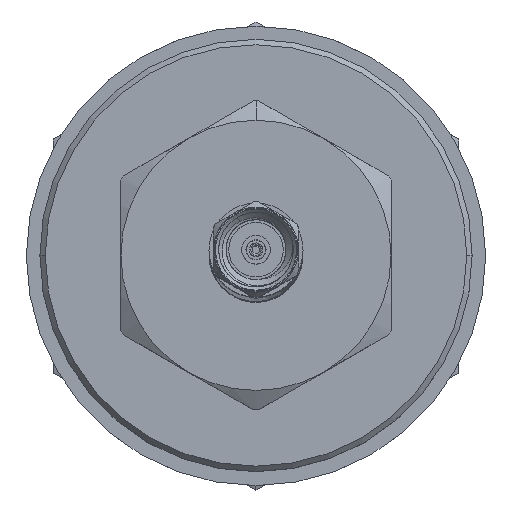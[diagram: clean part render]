
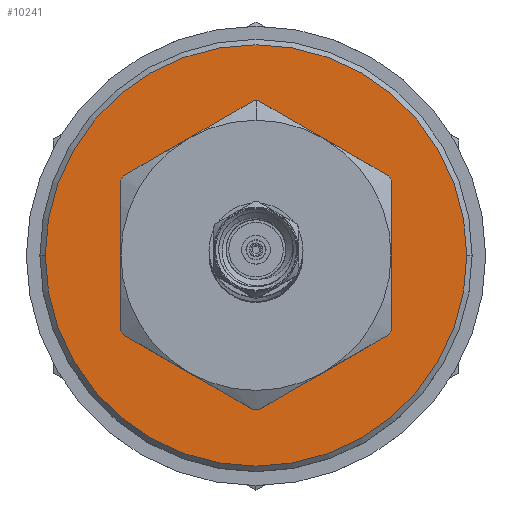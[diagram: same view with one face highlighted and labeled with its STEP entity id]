
A CAD part, top view. The second image highlights one B-rep face of the part: STEP entity #10241.
In plain terms, the highlighted face is planar.
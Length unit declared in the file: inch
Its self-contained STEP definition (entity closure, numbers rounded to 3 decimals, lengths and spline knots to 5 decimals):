
#2927 = EDGE_CURVE ( 'NONE', #46508, #40573, #66542, .T. ) ;
#10241 = ADVANCED_FACE ( 'NONE', ( #89137 ), #81828, .T. ) ;
#12242 = EDGE_CURVE ( 'NONE', #40573, #46508, #17123, .T. ) ;
#17123 = CIRCLE ( 'NONE', #86952, 0.39 ) ;
#29308 = AXIS2_PLACEMENT_3D ( 'NONE', #89814, #30047, #52371 ) ;
#30047 = DIRECTION ( 'NONE',  ( 0., 0., -1. ) ) ;
#40573 = VERTEX_POINT ( 'NONE', #71609 ) ;
#44262 = ORIENTED_EDGE ( 'NONE', *, *, #12242, .T. ) ;
#44911 = CARTESIAN_POINT ( 'NONE',  ( 0., 0., -1.05686 ) ) ;
#46508 = VERTEX_POINT ( 'NONE', #53590 ) ;
#52371 = DIRECTION ( 'NONE',  ( 1., 0., 0. ) ) ;
#53590 = CARTESIAN_POINT ( 'NONE',  ( 0.39, 0., -1.05686 ) ) ;
#60574 = AXIS2_PLACEMENT_3D ( 'NONE', #44911, #65289, #84234 ) ;
#65289 = DIRECTION ( 'NONE',  ( 0., 0., -1. ) ) ;
#66542 = CIRCLE ( 'NONE', #29308, 0.39 ) ;
#71098 = DIRECTION ( 'NONE',  ( 1., 0., 0. ) ) ;
#71575 = DIRECTION ( 'NONE',  ( 0., 0., -1. ) ) ;
#71609 = CARTESIAN_POINT ( 'NONE',  ( -0.39, 0., -1.05686 ) ) ;
#76403 = EDGE_LOOP ( 'NONE', ( #90917, #44262 ) ) ;
#77924 = CARTESIAN_POINT ( 'NONE',  ( 0., 0., -1.05686 ) ) ;
#81828 = PLANE ( 'NONE',  #60574 ) ;
#84234 = DIRECTION ( 'NONE',  ( -1., 0., 0. ) ) ;
#86952 = AXIS2_PLACEMENT_3D ( 'NONE', #77924, #71575, #71098 ) ;
#89137 = FACE_OUTER_BOUND ( 'NONE', #76403, .T. ) ;
#89814 = CARTESIAN_POINT ( 'NONE',  ( 0., 0., -1.05686 ) ) ;
#90917 = ORIENTED_EDGE ( 'NONE', *, *, #2927, .T. ) ;
